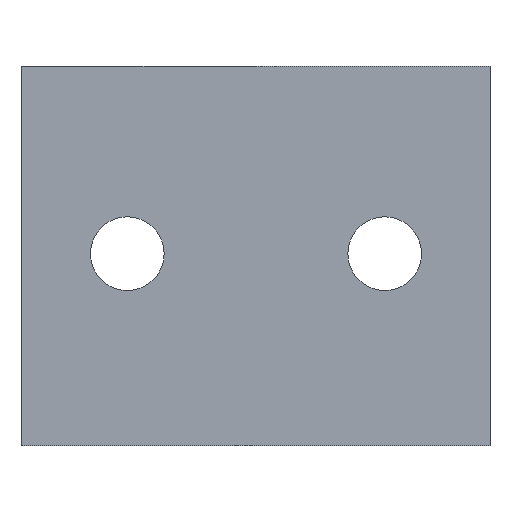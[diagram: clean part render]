
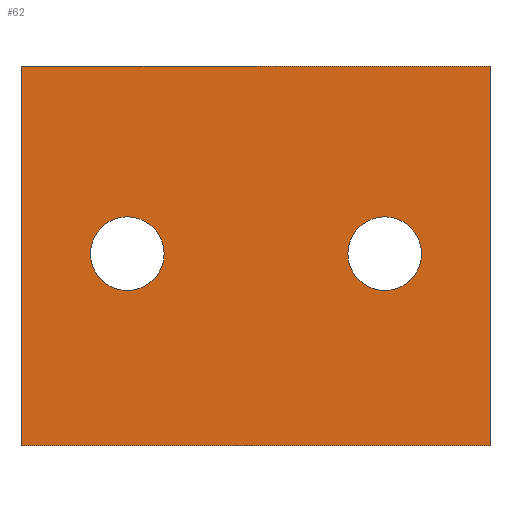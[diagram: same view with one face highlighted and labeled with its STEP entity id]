
A CAD part, left-side view. The second image highlights one B-rep face of the part: STEP entity #62.
In plain terms, the highlighted planar face has unit normal (-1, 0, 0).
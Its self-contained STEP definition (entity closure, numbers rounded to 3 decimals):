
#1 = VERTEX_POINT ( 'NONE', #122 ) ;
#18 = EDGE_CURVE ( 'NONE', #1147, #212, #1163, .T. ) ;
#29 = DIRECTION ( 'NONE',  ( 0., 1., 0. ) ) ;
#43 = EDGE_CURVE ( 'NONE', #567, #102, #379, .T. ) ;
#45 = VERTEX_POINT ( 'NONE', #1040 ) ;
#60 = DIRECTION ( 'NONE',  ( 0., 0., 1. ) ) ;
#62 = ADVANCED_FACE ( 'NONE', ( #1541, #1293, #1423 ), #337, .F. ) ;
#70 = CARTESIAN_POINT ( 'NONE',  ( 0., 0., 2.4 ) ) ;
#86 = CIRCLE ( 'NONE', #735, 3.15 ) ;
#102 = VERTEX_POINT ( 'NONE', #1249 ) ;
#109 = EDGE_CURVE ( 'NONE', #1035, #1, #1216, .T. ) ;
#112 = CARTESIAN_POINT ( 'NONE',  ( 0., -6., -13.6 ) ) ;
#122 = CARTESIAN_POINT ( 'NONE',  ( 0., 16., -10.45 ) ) ;
#151 = EDGE_LOOP ( 'NONE', ( #1045, #1479 ) ) ;
#157 = DIRECTION ( 'NONE',  ( -1., 0., 0. ) ) ;
#212 = VERTEX_POINT ( 'NONE', #914 ) ;
#221 = VERTEX_POINT ( 'NONE', #1534 ) ;
#337 = PLANE ( 'NONE',  #1164 ) ;
#378 = EDGE_LOOP ( 'NONE', ( #1177, #538, #1289, #1096 ) ) ;
#379 = CIRCLE ( 'NONE', #679, 3.15 ) ;
#424 = DIRECTION ( 'NONE',  ( -1., 0., 0. ) ) ;
#433 = DIRECTION ( 'NONE',  ( 0., -1., 0. ) ) ;
#435 = CARTESIAN_POINT ( 'NONE',  ( 0., -6., -10.45 ) ) ;
#465 = DIRECTION ( 'NONE',  ( -1., 0., 0. ) ) ;
#484 = LINE ( 'NONE', #1314, #1497 ) ;
#508 = VECTOR ( 'NONE', #433, 1000. ) ;
#538 = ORIENTED_EDGE ( 'NONE', *, *, #776, .F. ) ;
#562 = DIRECTION ( 'NONE',  ( 0., 0., 1. ) ) ;
#567 = VERTEX_POINT ( 'NONE', #435 ) ;
#606 = AXIS2_PLACEMENT_3D ( 'NONE', #983, #157, #846 ) ;
#679 = AXIS2_PLACEMENT_3D ( 'NONE', #1411, #1183, #562 ) ;
#723 = EDGE_CURVE ( 'NONE', #212, #221, #755, .T. ) ;
#735 = AXIS2_PLACEMENT_3D ( 'NONE', #112, #465, #1313 ) ;
#738 = CARTESIAN_POINT ( 'NONE',  ( 0., 25., -30. ) ) ;
#755 = LINE ( 'NONE', #1114, #1126 ) ;
#776 = EDGE_CURVE ( 'NONE', #221, #45, #958, .T. ) ;
#777 = DIRECTION ( 'NONE',  ( 0., 0., -1. ) ) ;
#819 = AXIS2_PLACEMENT_3D ( 'NONE', #1172, #424, #60 ) ;
#846 = DIRECTION ( 'NONE',  ( 0., 0., 1. ) ) ;
#855 = ORIENTED_EDGE ( 'NONE', *, *, #889, .F. ) ;
#889 = EDGE_CURVE ( 'NONE', #1, #1035, #1299, .T. ) ;
#914 = CARTESIAN_POINT ( 'NONE',  ( 0., -15., 2.4 ) ) ;
#935 = DIRECTION ( 'NONE',  ( 0., 0., -1. ) ) ;
#958 = LINE ( 'NONE', #738, #1018 ) ;
#976 = ORIENTED_EDGE ( 'NONE', *, *, #109, .F. ) ;
#983 = CARTESIAN_POINT ( 'NONE',  ( 0., 16., -13.6 ) ) ;
#1018 = VECTOR ( 'NONE', #29, 1000. ) ;
#1022 = DIRECTION ( 'NONE',  ( 1., 0., 0. ) ) ;
#1035 = VERTEX_POINT ( 'NONE', #1549 ) ;
#1040 = CARTESIAN_POINT ( 'NONE',  ( 0., 25., -30. ) ) ;
#1045 = ORIENTED_EDGE ( 'NONE', *, *, #43, .F. ) ;
#1061 = EDGE_CURVE ( 'NONE', #1147, #45, #484, .T. ) ;
#1096 = ORIENTED_EDGE ( 'NONE', *, *, #18, .F. ) ;
#1114 = CARTESIAN_POINT ( 'NONE',  ( 0., -15., 42.711 ) ) ;
#1126 = VECTOR ( 'NONE', #1250, 1000. ) ;
#1147 = VERTEX_POINT ( 'NONE', #1576 ) ;
#1163 = LINE ( 'NONE', #70, #508 ) ;
#1164 = AXIS2_PLACEMENT_3D ( 'NONE', #1303, #1022, #777 ) ;
#1172 = CARTESIAN_POINT ( 'NONE',  ( 0., 16., -13.6 ) ) ;
#1177 = ORIENTED_EDGE ( 'NONE', *, *, #1061, .T. ) ;
#1183 = DIRECTION ( 'NONE',  ( -1., 0., 0. ) ) ;
#1216 = CIRCLE ( 'NONE', #606, 3.15 ) ;
#1249 = CARTESIAN_POINT ( 'NONE',  ( 0., -6., -16.75 ) ) ;
#1250 = DIRECTION ( 'NONE',  ( 0., 0., -1. ) ) ;
#1289 = ORIENTED_EDGE ( 'NONE', *, *, #723, .F. ) ;
#1293 = FACE_BOUND ( 'NONE', #151, .T. ) ;
#1299 = CIRCLE ( 'NONE', #819, 3.15 ) ;
#1303 = CARTESIAN_POINT ( 'NONE',  ( 0., 0., 2.4 ) ) ;
#1313 = DIRECTION ( 'NONE',  ( 0., 0., 1. ) ) ;
#1314 = CARTESIAN_POINT ( 'NONE',  ( 0., 25., 2.4 ) ) ;
#1328 = EDGE_LOOP ( 'NONE', ( #855, #976 ) ) ;
#1399 = EDGE_CURVE ( 'NONE', #102, #567, #86, .T. ) ;
#1411 = CARTESIAN_POINT ( 'NONE',  ( 0., -6., -13.6 ) ) ;
#1423 = FACE_OUTER_BOUND ( 'NONE', #378, .T. ) ;
#1479 = ORIENTED_EDGE ( 'NONE', *, *, #1399, .F. ) ;
#1497 = VECTOR ( 'NONE', #935, 1000. ) ;
#1534 = CARTESIAN_POINT ( 'NONE',  ( 0., -15., -30. ) ) ;
#1541 = FACE_BOUND ( 'NONE', #1328, .T. ) ;
#1549 = CARTESIAN_POINT ( 'NONE',  ( 0., 16., -16.75 ) ) ;
#1576 = CARTESIAN_POINT ( 'NONE',  ( 0., 25., 2.4 ) ) ;
